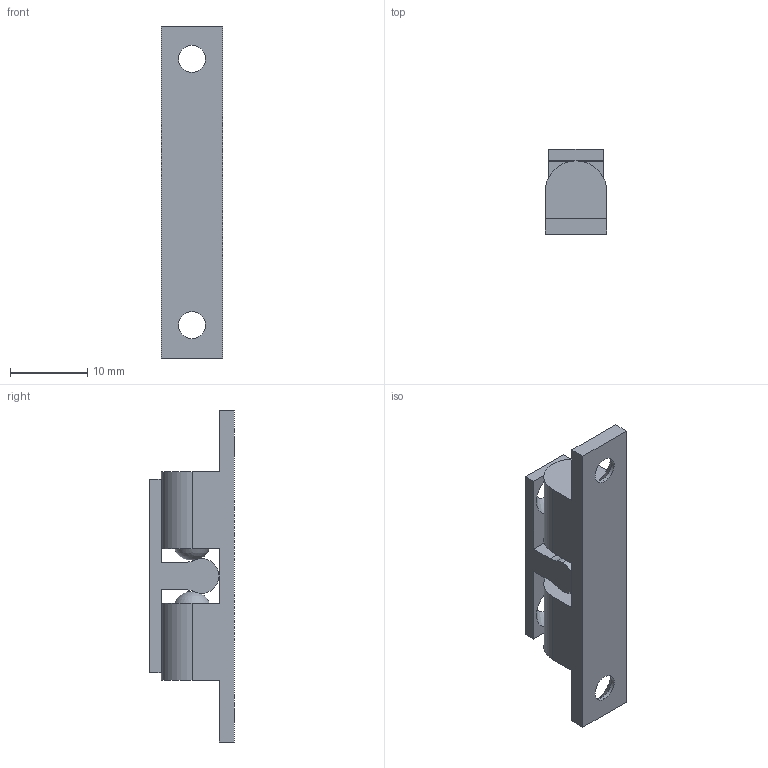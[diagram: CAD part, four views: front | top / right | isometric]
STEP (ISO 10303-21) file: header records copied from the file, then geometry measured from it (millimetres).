
FILE_DESCRIPTION (( 'STEP AP214' ), '1' );
FILE_NAME ('B871 Çàùåëêà øàðèêîâàÿ 43õ8ìì.STEP', '2025-07-22T09:25:18', ( '' ), ( '' ), 'SwSTEP 2.0', 'SolidWorks 2025', '' );
FILE_SCHEMA (( 'AUTOMOTIVE_DESIGN' ));
Length unit declared in the file: millimetre
Products named in the file (3): Часть_1_00; 2 часть_00; B871 Защелка шариковая 43х8мм
Assembly tree (2 placements, depth 2):
  B871 Защелка шариковая 43х8мм
    Часть_1_00
    2 часть_00
Bounding box: 8 x 11 x 43 mm (x, y, z)
Volume: 2113.4 mm3; surface area: 1931.6 mm2
Topology: 2 solids, 2 shells, 42 faces, 112 edges, 74 vertices
Faces by surface type: plane 21, cylinder 11, cone 8, sphere 2
Entity records: 1416 total; most frequent: DIRECTION 240, CARTESIAN_POINT 227, ORIENTED_EDGE 216, EDGE_CURVE 108, AXIS2_PLACEMENT_3D 85, VERTEX_POINT 72, LINE 70, VECTOR 70
